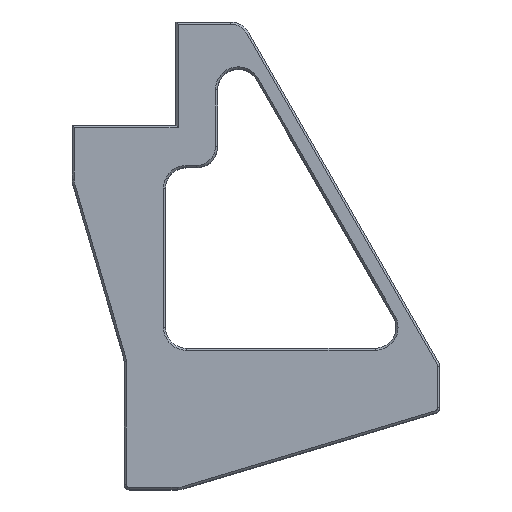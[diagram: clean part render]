
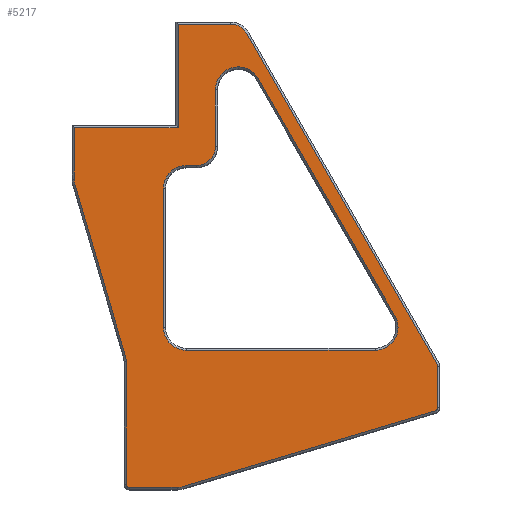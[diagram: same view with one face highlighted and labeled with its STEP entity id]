
A CAD part, top view. The second image highlights one B-rep face of the part: STEP entity #5217.
In plain terms, the highlighted planar face has unit normal (0, 0, 1).
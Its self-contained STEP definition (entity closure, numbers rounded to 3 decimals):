
#174=FACE_BOUND('',#893,.T.);
#290=PLANE('',#5731);
#563=FACE_OUTER_BOUND('',#892,.T.);
#892=EDGE_LOOP('',(#4543,#4544,#4545,#4546,#4547,#4548,#4549,#4550,#4551,
#4552,#4553,#4554,#4555,#4556,#4557,#4558,#4559));
#893=EDGE_LOOP('',(#4560,#4561,#4562,#4563,#4564,#4565,#4566,#4567,#4568,
#4569));
#1342=LINE('',#8835,#1834);
#1347=LINE('',#8843,#1839);
#1352=LINE('',#8856,#1844);
#1355=LINE('',#8865,#1847);
#1358=LINE('',#8873,#1850);
#1361=LINE('',#8881,#1853);
#1364=LINE('',#8889,#1856);
#1367=LINE('',#8897,#1859);
#1369=LINE('',#8904,#1861);
#1370=LINE('',#8906,#1862);
#1374=LINE('',#8925,#1866);
#1375=LINE('',#8929,#1867);
#1376=LINE('',#8933,#1868);
#1377=LINE('',#8937,#1869);
#1378=LINE('',#8941,#1870);
#1834=VECTOR('',#7023,10.);
#1839=VECTOR('',#7030,10.);
#1844=VECTOR('',#7043,10.);
#1847=VECTOR('',#7054,10.);
#1850=VECTOR('',#7063,10.);
#1853=VECTOR('',#7072,10.);
#1856=VECTOR('',#7081,10.);
#1859=VECTOR('',#7090,10.);
#1861=VECTOR('',#7100,10.);
#1862=VECTOR('',#7103,10.);
#1866=VECTOR('',#7119,10.);
#1867=VECTOR('',#7122,10.);
#1868=VECTOR('',#7125,10.);
#1869=VECTOR('',#7128,10.);
#1870=VECTOR('',#7131,10.);
#2114=CIRCLE('',#5702,3.6);
#2116=CIRCLE('',#5706,0.6);
#2118=CIRCLE('',#5710,0.6);
#2119=CIRCLE('',#5713,3.6);
#2120=CIRCLE('',#5716,0.6);
#2121=CIRCLE('',#5719,4.4);
#2122=CIRCLE('',#5722,3.6);
#2126=CIRCLE('',#5732,4.4);
#2127=CIRCLE('',#5733,4.4);
#2128=CIRCLE('',#5734,4.4);
#2129=CIRCLE('',#5735,4.4);
#2130=CIRCLE('',#5736,3.6);
#2528=VERTEX_POINT('',#8833);
#2529=VERTEX_POINT('',#8834);
#2530=VERTEX_POINT('',#8840);
#2531=VERTEX_POINT('',#8842);
#2532=VERTEX_POINT('',#8846);
#2535=VERTEX_POINT('',#8853);
#2536=VERTEX_POINT('',#8858);
#2537=VERTEX_POINT('',#8863);
#2538=VERTEX_POINT('',#8867);
#2539=VERTEX_POINT('',#8871);
#2540=VERTEX_POINT('',#8875);
#2541=VERTEX_POINT('',#8879);
#2542=VERTEX_POINT('',#8883);
#2543=VERTEX_POINT('',#8887);
#2544=VERTEX_POINT('',#8891);
#2545=VERTEX_POINT('',#8895);
#2546=VERTEX_POINT('',#8899);
#2550=VERTEX_POINT('',#8923);
#2551=VERTEX_POINT('',#8924);
#2552=VERTEX_POINT('',#8926);
#2553=VERTEX_POINT('',#8928);
#2554=VERTEX_POINT('',#8930);
#2555=VERTEX_POINT('',#8932);
#2556=VERTEX_POINT('',#8934);
#2557=VERTEX_POINT('',#8936);
#2558=VERTEX_POINT('',#8938);
#2559=VERTEX_POINT('',#8940);
#3202=EDGE_CURVE('',#2528,#2529,#1342,.T.);
#3207=EDGE_CURVE('',#2531,#2530,#1347,.T.);
#3209=EDGE_CURVE('',#2532,#2531,#2114,.T.);
#3214=EDGE_CURVE('',#2535,#2532,#1352,.T.);
#3215=EDGE_CURVE('',#2536,#2535,#2116,.T.);
#3219=EDGE_CURVE('',#2537,#2536,#1355,.T.);
#3220=EDGE_CURVE('',#2538,#2537,#2118,.T.);
#3223=EDGE_CURVE('',#2539,#2538,#1358,.T.);
#3224=EDGE_CURVE('',#2540,#2539,#2119,.T.);
#3227=EDGE_CURVE('',#2541,#2540,#1361,.T.);
#3228=EDGE_CURVE('',#2542,#2541,#2120,.T.);
#3231=EDGE_CURVE('',#2543,#2542,#1364,.T.);
#3232=EDGE_CURVE('',#2544,#2543,#2121,.T.);
#3235=EDGE_CURVE('',#2545,#2544,#1367,.T.);
#3236=EDGE_CURVE('',#2546,#2545,#2122,.T.);
#3239=EDGE_CURVE('',#2529,#2546,#1369,.T.);
#3240=EDGE_CURVE('',#2530,#2528,#1370,.T.);
#3247=EDGE_CURVE('',#2550,#2551,#1374,.T.);
#3248=EDGE_CURVE('',#2551,#2552,#2126,.T.);
#3249=EDGE_CURVE('',#2552,#2553,#1375,.T.);
#3250=EDGE_CURVE('',#2553,#2554,#2127,.T.);
#3251=EDGE_CURVE('',#2554,#2555,#1376,.T.);
#3252=EDGE_CURVE('',#2555,#2556,#2128,.T.);
#3253=EDGE_CURVE('',#2556,#2557,#1377,.T.);
#3254=EDGE_CURVE('',#2557,#2558,#2129,.T.);
#3255=EDGE_CURVE('',#2558,#2559,#1378,.T.);
#3256=EDGE_CURVE('',#2559,#2550,#2130,.T.);
#4543=ORIENTED_EDGE('',*,*,#3207,.T.);
#4544=ORIENTED_EDGE('',*,*,#3240,.T.);
#4545=ORIENTED_EDGE('',*,*,#3202,.T.);
#4546=ORIENTED_EDGE('',*,*,#3239,.T.);
#4547=ORIENTED_EDGE('',*,*,#3236,.T.);
#4548=ORIENTED_EDGE('',*,*,#3235,.T.);
#4549=ORIENTED_EDGE('',*,*,#3232,.T.);
#4550=ORIENTED_EDGE('',*,*,#3231,.T.);
#4551=ORIENTED_EDGE('',*,*,#3228,.T.);
#4552=ORIENTED_EDGE('',*,*,#3227,.T.);
#4553=ORIENTED_EDGE('',*,*,#3224,.T.);
#4554=ORIENTED_EDGE('',*,*,#3223,.T.);
#4555=ORIENTED_EDGE('',*,*,#3220,.T.);
#4556=ORIENTED_EDGE('',*,*,#3219,.T.);
#4557=ORIENTED_EDGE('',*,*,#3215,.T.);
#4558=ORIENTED_EDGE('',*,*,#3214,.T.);
#4559=ORIENTED_EDGE('',*,*,#3209,.T.);
#4560=ORIENTED_EDGE('',*,*,#3247,.T.);
#4561=ORIENTED_EDGE('',*,*,#3248,.T.);
#4562=ORIENTED_EDGE('',*,*,#3249,.T.);
#4563=ORIENTED_EDGE('',*,*,#3250,.T.);
#4564=ORIENTED_EDGE('',*,*,#3251,.T.);
#4565=ORIENTED_EDGE('',*,*,#3252,.T.);
#4566=ORIENTED_EDGE('',*,*,#3253,.T.);
#4567=ORIENTED_EDGE('',*,*,#3254,.T.);
#4568=ORIENTED_EDGE('',*,*,#3255,.T.);
#4569=ORIENTED_EDGE('',*,*,#3256,.T.);
#5217=ADVANCED_FACE('',(#563,#174),#290,.F.);
#5702=AXIS2_PLACEMENT_3D('',#8847,#7034,#7035);
#5706=AXIS2_PLACEMENT_3D('',#8859,#7046,#7047);
#5710=AXIS2_PLACEMENT_3D('',#8868,#7057,#7058);
#5713=AXIS2_PLACEMENT_3D('',#8876,#7066,#7067);
#5716=AXIS2_PLACEMENT_3D('',#8884,#7075,#7076);
#5719=AXIS2_PLACEMENT_3D('',#8892,#7084,#7085);
#5722=AXIS2_PLACEMENT_3D('',#8900,#7093,#7094);
#5731=AXIS2_PLACEMENT_3D('',#8922,#7117,#7118);
#5732=AXIS2_PLACEMENT_3D('',#8927,#7120,#7121);
#5733=AXIS2_PLACEMENT_3D('',#8931,#7123,#7124);
#5734=AXIS2_PLACEMENT_3D('',#8935,#7126,#7127);
#5735=AXIS2_PLACEMENT_3D('',#8939,#7129,#7130);
#5736=AXIS2_PLACEMENT_3D('',#8942,#7132,#7133);
#7023=DIRECTION('',(-1.,0.,0.));
#7030=DIRECTION('',(-1.,0.,0.));
#7034=DIRECTION('center_axis',(0.,0.,1.));
#7035=DIRECTION('ref_axis',(0.501,0.866,0.));
#7043=DIRECTION('',(-0.499,0.867,0.));
#7046=DIRECTION('center_axis',(0.,0.,1.));
#7047=DIRECTION('ref_axis',(0.966,0.258,0.));
#7054=DIRECTION('',(0.,1.,0.));
#7057=DIRECTION('center_axis',(0.,0.,1.));
#7058=DIRECTION('ref_axis',(0.802,-0.597,0.));
#7063=DIRECTION('',(0.958,0.287,0.));
#7066=DIRECTION('center_axis',(0.,0.,1.));
#7067=DIRECTION('ref_axis',(0.145,-0.989,0.));
#7072=DIRECTION('',(1.,0.,0.));
#7075=DIRECTION('center_axis',(0.,0.,1.));
#7076=DIRECTION('ref_axis',(-0.707,-0.707,0.));
#7081=DIRECTION('',(0.,-1.,0.));
#7084=DIRECTION('center_axis',(0.,0.,-1.));
#7085=DIRECTION('ref_axis',(0.99,0.143,0.));
#7090=DIRECTION('',(0.282,-0.959,0.));
#7093=DIRECTION('center_axis',(0.,0.,1.));
#7094=DIRECTION('ref_axis',(-0.99,-0.143,0.));
#7100=DIRECTION('',(0.,-1.,0.));
#7103=DIRECTION('',(0.,-1.,0.));
#7117=DIRECTION('center_axis',(0.,0.,-1.));
#7118=DIRECTION('ref_axis',(-1.,0.,0.));
#7119=DIRECTION('',(0.,1.,0.));
#7120=DIRECTION('center_axis',(0.,0.,-1.));
#7121=DIRECTION('ref_axis',(0.867,0.499,0.));
#7122=DIRECTION('',(0.499,-0.867,0.));
#7123=DIRECTION('center_axis',(0.,0.,-1.));
#7124=DIRECTION('ref_axis',(0.866,-0.501,0.));
#7125=DIRECTION('',(-1.,0.,0.));
#7126=DIRECTION('center_axis',(0.,0.,-1.));
#7127=DIRECTION('ref_axis',(-0.707,-0.707,0.));
#7128=DIRECTION('',(0.,1.,0.));
#7129=DIRECTION('center_axis',(0.,0.,-1.));
#7130=DIRECTION('ref_axis',(-0.707,0.707,0.));
#7131=DIRECTION('',(1.,0.,0.));
#7132=DIRECTION('center_axis',(0.,0.,1.));
#7133=DIRECTION('ref_axis',(0.707,-0.707,0.));
#8833=CARTESIAN_POINT('',(10.4,69.6,48.));
#8834=CARTESIAN_POINT('',(-9.6,69.6,48.));
#8835=CARTESIAN_POINT('',(17.7,69.6,48.));
#8840=CARTESIAN_POINT('',(10.4,89.6,48.));
#8842=CARTESIAN_POINT('',(20.487,89.6,48.));
#8843=CARTESIAN_POINT('',(20.1,89.6,48.));
#8846=CARTESIAN_POINT('',(23.607,87.796,48.));
#8847=CARTESIAN_POINT('Origin',(20.487,86.,48.));
#8853=CARTESIAN_POINT('',(60.32,24.032,48.));
#8856=CARTESIAN_POINT('',(32.506,72.34,48.));
#8858=CARTESIAN_POINT('',(60.4,23.733,48.));
#8859=CARTESIAN_POINT('Origin',(59.8,23.733,48.));
#8863=CARTESIAN_POINT('',(60.4,15.744,48.));
#8865=CARTESIAN_POINT('',(60.4,30.,48.));
#8867=CARTESIAN_POINT('',(59.972,15.169,48.));
#8868=CARTESIAN_POINT('Origin',(59.8,15.744,48.));
#8871=CARTESIAN_POINT('',(11.247,0.552,48.));
#8873=CARTESIAN_POINT('',(48.575,11.75,48.));
#8875=CARTESIAN_POINT('',(10.213,0.4,48.));
#8876=CARTESIAN_POINT('Origin',(10.213,4.,48.));
#8879=CARTESIAN_POINT('',(1.,0.4,48.));
#8881=CARTESIAN_POINT('',(12.7,0.4,48.));
#8883=CARTESIAN_POINT('',(0.4,1.,48.));
#8884=CARTESIAN_POINT('Origin',(1.,1.,48.));
#8887=CARTESIAN_POINT('',(0.4,24.624,48.));
#8889=CARTESIAN_POINT('',(0.4,55.1,48.));
#8891=CARTESIAN_POINT('',(0.221,25.865,48.));
#8892=CARTESIAN_POINT('Origin',(-4.,24.624,48.));
#8895=CARTESIAN_POINT('',(-9.454,58.76,48.));
#8897=CARTESIAN_POINT('',(-1.285,30.987,48.));
#8899=CARTESIAN_POINT('',(-9.6,59.776,48.));
#8900=CARTESIAN_POINT('Origin',(-6.,59.776,48.));
#8904=CARTESIAN_POINT('',(-9.6,57.5,48.));
#8906=CARTESIAN_POINT('',(10.4,67.5,48.));
#8922=CARTESIAN_POINT('Origin',(25.4,45.,48.));
#8923=CARTESIAN_POINT('',(17.6,66.,48.));
#8924=CARTESIAN_POINT('',(17.6,76.96,48.));
#8925=CARTESIAN_POINT('',(17.6,65.9,48.));
#8926=CARTESIAN_POINT('',(25.813,79.155,48.));
#8927=CARTESIAN_POINT('Origin',(22.,76.96,48.));
#8928=CARTESIAN_POINT('',(52.16,33.395,48.));
#8929=CARTESIAN_POINT('',(48.046,40.541,48.));
#8930=CARTESIAN_POINT('',(48.346,26.8,48.));
#8931=CARTESIAN_POINT('Origin',(48.346,31.2,48.));
#8932=CARTESIAN_POINT('',(12.,26.8,48.));
#8933=CARTESIAN_POINT('',(16.7,26.8,48.));
#8934=CARTESIAN_POINT('',(7.6,31.2,48.));
#8935=CARTESIAN_POINT('Origin',(12.,31.2,48.));
#8936=CARTESIAN_POINT('',(7.6,58.,48.));
#8937=CARTESIAN_POINT('',(7.6,53.5,48.));
#8938=CARTESIAN_POINT('',(12.,62.4,48.));
#8939=CARTESIAN_POINT('Origin',(12.,58.,48.));
#8940=CARTESIAN_POINT('',(14.,62.4,48.));
#8941=CARTESIAN_POINT('',(21.7,62.4,48.));
#8942=CARTESIAN_POINT('Origin',(14.,66.,48.));
